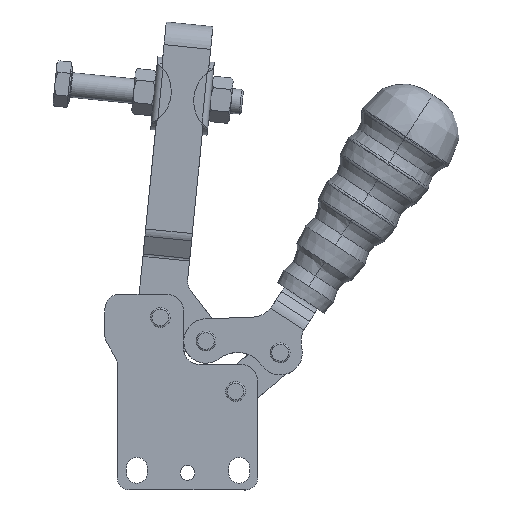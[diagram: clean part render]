
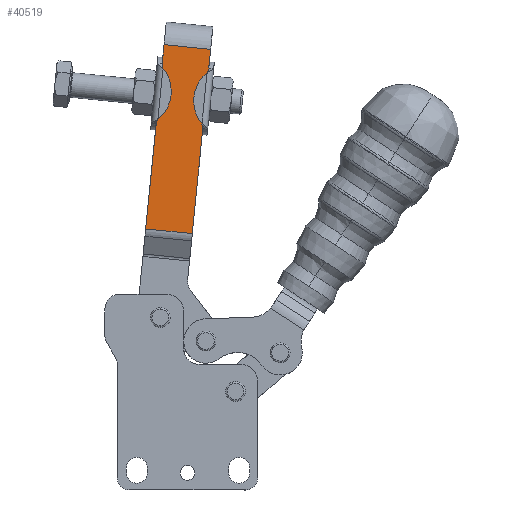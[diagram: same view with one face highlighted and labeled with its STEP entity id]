
A CAD part, front view. The second image highlights one B-rep face of the part: STEP entity #40519.
In plain terms, the highlighted planar face has unit normal (0, -1, 0).
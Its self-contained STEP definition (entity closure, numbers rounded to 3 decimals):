
#3810=CARTESIAN_POINT('',(68.607,-90.053,114.009));
#3811=VERTEX_POINT('',#3810);
#3819=CARTESIAN_POINT('',(87.513,-90.053,112.122));
#3820=VERTEX_POINT('',#3819);
#3821=CARTESIAN_POINT('',(68.607,-90.053,114.009));
#3822=DIRECTION('',(0.995,0.,-0.099));
#3823=VECTOR('',#3822,19.);
#3824=LINE('',#3821,#3823);
#3825=EDGE_CURVE('',#3811,#3820,#3824,.T.);
#5520=CARTESIAN_POINT('',(80.718,-90.053,92.702));
#5521=VERTEX_POINT('',#5520);
#5530=CARTESIAN_POINT('',(83.982,-90.053,81.779));
#5531=VERTEX_POINT('',#5530);
#5532=CARTESIAN_POINT('',(95.644,-90.053,91.213));
#5533=DIRECTION('',(0.,1.,0.));
#5534=DIRECTION('',(0.995,0.,-0.099));
#5535=AXIS2_PLACEMENT_3D('',#5532,#5533,#5534);
#5536=CIRCLE('',#5535,15.);
#5537=EDGE_CURVE('',#5531,#5521,#5536,.T.);
#5682=CARTESIAN_POINT('',(71.429,-90.053,93.629));
#5683=VERTEX_POINT('',#5682);
#5707=CARTESIAN_POINT('',(66.071,-90.053,83.567));
#5708=VERTEX_POINT('',#5707);
#5715=CARTESIAN_POINT('',(56.503,-90.053,95.119));
#5716=DIRECTION('',(0.,1.,0.));
#5717=DIRECTION('',(0.995,0.,-0.099));
#5718=AXIS2_PLACEMENT_3D('',#5715,#5716,#5717);
#5719=CIRCLE('',#5718,15.);
#5720=EDGE_CURVE('',#5683,#5708,#5719,.T.);
#39382=CARTESIAN_POINT('',(67.767,-90.053,105.591));
#39383=VERTEX_POINT('',#39382);
#39384=CARTESIAN_POINT('',(68.165,-90.053,104.552));
#39385=VERTEX_POINT('',#39384);
#39386=CARTESIAN_POINT('',(67.767,-90.053,105.591));
#39387=CARTESIAN_POINT('',(67.769,-90.053,105.587));
#39388=CARTESIAN_POINT('',(67.772,-90.053,105.583));
#39389=CARTESIAN_POINT('',(67.906,-90.053,105.39));
#39390=CARTESIAN_POINT('',(67.997,-90.053,105.16));
#39391=CARTESIAN_POINT('',(68.109,-90.053,104.772));
#39392=CARTESIAN_POINT('',(68.137,-90.053,104.668));
#39393=CARTESIAN_POINT('',(68.165,-90.053,104.552));
#39394=B_SPLINE_CURVE_WITH_KNOTS('',3,(#39386,#39387,#39388,#39389,#39390,#39391,#39392,#39393),.UNSPECIFIED.,.F.,.U.,(4,2,2,4),(0.284,0.286,0.406,0.453),.UNSPECIFIED.);
#39395=EDGE_CURVE('',#39383,#39385,#39394,.T.);
#39898=CARTESIAN_POINT('',(65.475,-90.053,82.627));
#39899=VERTEX_POINT('',#39898);
#39900=CARTESIAN_POINT('',(66.071,-90.053,83.567));
#39901=CARTESIAN_POINT('',(65.925,-90.053,83.259));
#39902=CARTESIAN_POINT('',(65.776,-90.053,82.964));
#39903=CARTESIAN_POINT('',(65.548,-90.053,82.7));
#39904=CARTESIAN_POINT('',(65.512,-90.053,82.663));
#39905=CARTESIAN_POINT('',(65.475,-90.053,82.627));
#39906=B_SPLINE_CURVE_WITH_KNOTS('',3,(#39900,#39901,#39902,#39903,#39904,#39905),.UNSPECIFIED.,.F.,.U.,(4,2,4),(0.0,0.102,0.12),.UNSPECIFIED.);
#39907=EDGE_CURVE('',#5708,#39899,#39906,.T.);
#40426=CARTESIAN_POINT('',(56.503,-90.053,95.119));
#40427=DIRECTION('',(0.,1.,0.));
#40428=DIRECTION('',(0.995,0.,-0.099));
#40429=AXIS2_PLACEMENT_3D('',#40426,#40427,#40428);
#40430=CIRCLE('',#40429,15.);
#40431=EDGE_CURVE('',#39385,#5683,#40430,.T.);
#40439=CARTESIAN_POINT('',(61.145,-90.053,39.242));
#40440=DIRECTION('',(0.0,-1.0,0.0));
#40441=DIRECTION('',(-0.995,0.0,0.099));
#40442=AXIS2_PLACEMENT_3D('',#40439,#40440,#40441);
#40443=PLANE('',#40442);
#40444=ORIENTED_EDGE('',*,*,#39907,.T.);
#40445=CARTESIAN_POINT('',(61.145,-90.053,39.242));
#40446=VERTEX_POINT('',#40445);
#40447=CARTESIAN_POINT('',(65.475,-90.053,82.627));
#40448=DIRECTION('',(-0.099,0.,-0.995));
#40449=VECTOR('',#40448,43.601);
#40450=LINE('',#40447,#40449);
#40451=EDGE_CURVE('',#39899,#40446,#40450,.T.);
#40452=ORIENTED_EDGE('',*,*,#40451,.T.);
#40453=CARTESIAN_POINT('',(80.051,-90.053,37.355));
#40454=VERTEX_POINT('',#40453);
#40455=CARTESIAN_POINT('',(61.145,-90.053,39.242));
#40456=DIRECTION('',(0.995,0.,-0.099));
#40457=VECTOR('',#40456,19.0);
#40458=LINE('',#40455,#40457);
#40459=EDGE_CURVE('',#40446,#40454,#40458,.T.);
#40460=ORIENTED_EDGE('',*,*,#40459,.T.);
#40461=CARTESIAN_POINT('',(84.381,-90.053,80.74));
#40462=VERTEX_POINT('',#40461);
#40463=CARTESIAN_POINT('',(80.051,-90.053,37.355));
#40464=DIRECTION('',(0.099,0.,0.995));
#40465=VECTOR('',#40464,43.601);
#40466=LINE('',#40463,#40465);
#40467=EDGE_CURVE('',#40454,#40462,#40466,.T.);
#40468=ORIENTED_EDGE('',*,*,#40467,.T.);
#40469=CARTESIAN_POINT('',(84.381,-90.053,80.74));
#40470=CARTESIAN_POINT('',(84.378,-90.053,80.744));
#40471=CARTESIAN_POINT('',(84.375,-90.053,80.749));
#40472=CARTESIAN_POINT('',(84.241,-90.053,80.941));
#40473=CARTESIAN_POINT('',(84.151,-90.053,81.172));
#40474=CARTESIAN_POINT('',(84.038,-90.053,81.559));
#40475=CARTESIAN_POINT('',(84.011,-90.053,81.664));
#40476=CARTESIAN_POINT('',(83.982,-90.053,81.779));
#40477=B_SPLINE_CURVE_WITH_KNOTS('',3,(#40469,#40470,#40471,#40472,#40473,#40474,#40475,#40476),.UNSPECIFIED.,.F.,.U.,(4,2,2,4),(0.284,0.286,0.406,0.453),.UNSPECIFIED.);
#40478=EDGE_CURVE('',#40462,#5531,#40477,.T.);
#40479=ORIENTED_EDGE('',*,*,#40478,.T.);
#40480=ORIENTED_EDGE('',*,*,#5537,.T.);
#40481=CARTESIAN_POINT('',(86.076,-90.053,102.765));
#40482=VERTEX_POINT('',#40481);
#40483=CARTESIAN_POINT('',(95.644,-90.053,91.213));
#40484=DIRECTION('',(0.,1.,0.));
#40485=DIRECTION('',(0.995,0.,-0.099));
#40486=AXIS2_PLACEMENT_3D('',#40483,#40484,#40485);
#40487=CIRCLE('',#40486,15.);
#40488=EDGE_CURVE('',#5521,#40482,#40487,.T.);
#40489=ORIENTED_EDGE('',*,*,#40488,.T.);
#40490=CARTESIAN_POINT('',(86.673,-90.053,103.704));
#40491=VERTEX_POINT('',#40490);
#40492=CARTESIAN_POINT('',(86.076,-90.053,102.765));
#40493=CARTESIAN_POINT('',(86.222,-90.053,103.072));
#40494=CARTESIAN_POINT('',(86.371,-90.053,103.367));
#40495=CARTESIAN_POINT('',(86.599,-90.053,103.631));
#40496=CARTESIAN_POINT('',(86.635,-90.053,103.669));
#40497=CARTESIAN_POINT('',(86.673,-90.053,103.704));
#40498=B_SPLINE_CURVE_WITH_KNOTS('',3,(#40492,#40493,#40494,#40495,#40496,#40497),.UNSPECIFIED.,.F.,.U.,(4,2,4),(0.0,0.102,0.12),.UNSPECIFIED.);
#40499=EDGE_CURVE('',#40482,#40491,#40498,.T.);
#40500=ORIENTED_EDGE('',*,*,#40499,.T.);
#40501=CARTESIAN_POINT('',(86.673,-90.053,103.704));
#40502=DIRECTION('',(0.099,0.0,0.995));
#40503=VECTOR('',#40502,8.46);
#40504=LINE('',#40501,#40503);
#40505=EDGE_CURVE('',#40491,#3820,#40504,.T.);
#40506=ORIENTED_EDGE('',*,*,#40505,.T.);
#40507=ORIENTED_EDGE('',*,*,#3825,.F.);
#40508=CARTESIAN_POINT('',(68.607,-90.053,114.009));
#40509=DIRECTION('',(-0.099,0.0,-0.995));
#40510=VECTOR('',#40509,8.46);
#40511=LINE('',#40508,#40510);
#40512=EDGE_CURVE('',#3811,#39383,#40511,.T.);
#40513=ORIENTED_EDGE('',*,*,#40512,.T.);
#40514=ORIENTED_EDGE('',*,*,#39395,.T.);
#40515=ORIENTED_EDGE('',*,*,#40431,.T.);
#40516=ORIENTED_EDGE('',*,*,#5720,.T.);
#40517=EDGE_LOOP('',(#40444,#40452,#40460,#40468,#40479,#40480,#40489,#40500,#40506,#40507,#40513,#40514,#40515,#40516));
#40518=FACE_OUTER_BOUND('',#40517,.T.);
#40519=ADVANCED_FACE('',(#40518),#40443,.T.);
